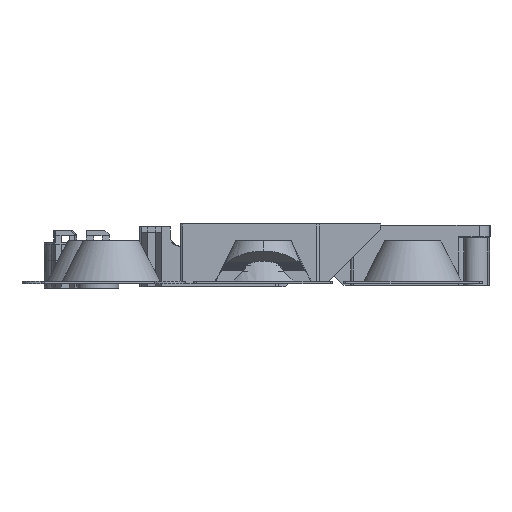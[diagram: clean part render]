
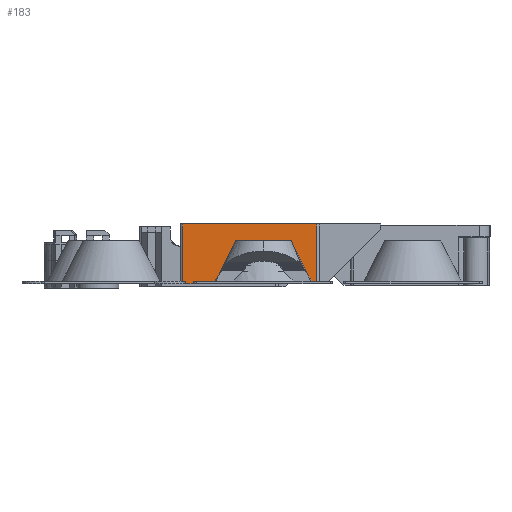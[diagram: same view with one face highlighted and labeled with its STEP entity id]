
A CAD part, left-side view. The second image highlights one B-rep face of the part: STEP entity #183.
In plain terms, the highlighted free-form (B-spline) face has degree [2, 1] with [3, 2] control points.
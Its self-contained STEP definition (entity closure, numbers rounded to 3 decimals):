
#183=ADVANCED_FACE('',(#574),#12238,.T.);
#574=FACE_OUTER_BOUND('',#968,.T.);
#968=EDGE_LOOP('',(#1490,#1491,#1492,#1493));
#1490=ORIENTED_EDGE('',*,*,#8861,.T.);
#1491=ORIENTED_EDGE('',*,*,#8831,.F.);
#1492=ORIENTED_EDGE('',*,*,#8859,.F.);
#1493=ORIENTED_EDGE('',*,*,#8862,.T.);
#3247=(
BOUNDED_CURVE()
B_SPLINE_CURVE(2,(#13250,#13251,#13252),.UNSPECIFIED.,.F.,.F.)
B_SPLINE_CURVE_WITH_KNOTS((3,3),(148.142,196.142),
 .UNSPECIFIED.)
CURVE()
GEOMETRIC_REPRESENTATION_ITEM()
RATIONAL_B_SPLINE_CURVE((1.,1.,1.))
REPRESENTATION_ITEM('')
);
#3248=(
BOUNDED_CURVE()
B_SPLINE_CURVE(2,(#13253,#13254,#13255),.UNSPECIFIED.,.F.,.F.)
B_SPLINE_CURVE_WITH_KNOTS((3,3),(148.142,196.142),
 .UNSPECIFIED.)
CURVE()
GEOMETRIC_REPRESENTATION_ITEM()
RATIONAL_B_SPLINE_CURVE((1.,1.,1.))
REPRESENTATION_ITEM('')
);
#3291=(
BOUNDED_CURVE()
B_SPLINE_CURVE(1,(#13461,#13462),.UNSPECIFIED.,.F.,.F.)
B_SPLINE_CURVE_WITH_KNOTS((2,2),(0.5,22.),.UNSPECIFIED.)
CURVE()
GEOMETRIC_REPRESENTATION_ITEM()
RATIONAL_B_SPLINE_CURVE((1.,1.))
REPRESENTATION_ITEM('')
);
#3293=(
BOUNDED_CURVE()
B_SPLINE_CURVE(1,(#13474,#13475),.UNSPECIFIED.,.F.,.F.)
B_SPLINE_CURVE_WITH_KNOTS((2,2),(0.5,22.),.UNSPECIFIED.)
CURVE()
GEOMETRIC_REPRESENTATION_ITEM()
RATIONAL_B_SPLINE_CURVE((1.,1.))
REPRESENTATION_ITEM('')
);
#3294=(
BOUNDED_CURVE()
B_SPLINE_CURVE(2,(#13482,#13483,#13484),.UNSPECIFIED.,.F.,.F.)
B_SPLINE_CURVE_WITH_KNOTS((3,3),(148.142,196.142),
 .UNSPECIFIED.)
CURVE()
GEOMETRIC_REPRESENTATION_ITEM()
RATIONAL_B_SPLINE_CURVE((1.,1.,1.))
REPRESENTATION_ITEM('')
);
#3303=(
BOUNDED_CURVE()
B_SPLINE_CURVE(2,(#13527,#13528,#13529),.UNSPECIFIED.,.F.,.F.)
B_SPLINE_CURVE_WITH_KNOTS((3,3),(148.142,196.142),
 .UNSPECIFIED.)
CURVE()
GEOMETRIC_REPRESENTATION_ITEM()
RATIONAL_B_SPLINE_CURVE((1.,1.,1.))
REPRESENTATION_ITEM('')
);
#4189=PCURVE('',#12460,#6059);
#4229=PCURVE('',#12237,#6099);
#4233=PCURVE('',#12238,#6103);
#4234=PCURVE('',#12238,#6104);
#4235=PCURVE('',#12238,#6105);
#4236=PCURVE('',#12238,#6106);
#4239=PCURVE('',#12239,#6109);
#4251=PCURVE('',#12463,#6121);
#6059=DEFINITIONAL_REPRESENTATION('',(#3248),#24657);
#6099=DEFINITIONAL_REPRESENTATION('',(#9859),#24657);
#6103=DEFINITIONAL_REPRESENTATION('',(#9863),#24657);
#6104=DEFINITIONAL_REPRESENTATION('',(#9864),#24657);
#6105=DEFINITIONAL_REPRESENTATION('',(#9865),#24657);
#6106=DEFINITIONAL_REPRESENTATION('',(#9866),#24657);
#6109=DEFINITIONAL_REPRESENTATION('',(#9869),#24657);
#6121=DEFINITIONAL_REPRESENTATION('',(#3303),#24657);
#7896=SURFACE_CURVE('',#3247,(#4189,#4234),.PCURVE_S1.);
#7924=SURFACE_CURVE('',#3291,(#4229,#4235),.PCURVE_S1.);
#7926=SURFACE_CURVE('',#3293,(#4233,#4239),.PCURVE_S1.);
#7927=SURFACE_CURVE('',#3294,(#4236,#4251),.PCURVE_S1.);
#8831=EDGE_CURVE('',#11680,#11681,#7896,.T.);
#8859=EDGE_CURVE('',#11693,#11680,#7924,.T.);
#8861=EDGE_CURVE('',#11694,#11681,#7926,.T.);
#8862=EDGE_CURVE('',#11693,#11694,#7927,.T.);
#9859=B_SPLINE_CURVE_WITH_KNOTS('',1,(#13463,#13464),.UNSPECIFIED.,.F.,
 .F.,(2,2),(0.5,22.),.UNSPECIFIED.);
#9863=B_SPLINE_CURVE_WITH_KNOTS('',1,(#13476,#13477),.UNSPECIFIED.,.F.,
 .F.,(2,2),(0.5,22.),.UNSPECIFIED.);
#9864=B_SPLINE_CURVE_WITH_KNOTS('',1,(#13478,#13479),.UNSPECIFIED.,.F.,
 .F.,(2,2),(148.142,196.142),.UNSPECIFIED.);
#9865=B_SPLINE_CURVE_WITH_KNOTS('',1,(#13480,#13481),.UNSPECIFIED.,.F.,
 .F.,(2,2),(0.5,22.),.UNSPECIFIED.);
#9866=B_SPLINE_CURVE_WITH_KNOTS('',1,(#13485,#13486),.UNSPECIFIED.,.F.,
 .F.,(2,2),(148.142,196.142),.UNSPECIFIED.);
#9869=B_SPLINE_CURVE_WITH_KNOTS('',1,(#13491,#13492),.UNSPECIFIED.,.F.,
 .F.,(2,2),(0.5,22.),.UNSPECIFIED.);
#11680=VERTEX_POINT('',#12930);
#11681=VERTEX_POINT('',#12931);
#11693=VERTEX_POINT('',#12943);
#11694=VERTEX_POINT('',#12944);
#12237=(
BOUNDED_SURFACE()
B_SPLINE_SURFACE(2,1,((#12771,#12772),(#12773,#12774),(#12775,#12776)),
 .UNSPECIFIED.,.F.,.F.,.F.)
B_SPLINE_SURFACE_WITH_KNOTS((3,3),(2,2),(146.571,148.142),
(0.,22.),.UNSPECIFIED.)
GEOMETRIC_REPRESENTATION_ITEM()
RATIONAL_B_SPLINE_SURFACE(((1.,1.),(0.707,0.707),
(1.,1.)))
REPRESENTATION_ITEM('')
SURFACE()
);
#12238=(
BOUNDED_SURFACE()
B_SPLINE_SURFACE(2,1,((#12777,#12778),(#12779,#12780),(#12781,#12782)),
 .UNSPECIFIED.,.F.,.F.,.F.)
B_SPLINE_SURFACE_WITH_KNOTS((3,3),(2,2),(148.142,196.142),
(0.,22.),.UNSPECIFIED.)
GEOMETRIC_REPRESENTATION_ITEM()
RATIONAL_B_SPLINE_SURFACE(((1.,1.),(1.,1.),(1.,1.)))
REPRESENTATION_ITEM('')
SURFACE()
);
#12239=(
BOUNDED_SURFACE()
B_SPLINE_SURFACE(2,1,((#12783,#12784),(#12785,#12786),(#12787,#12788)),
 .UNSPECIFIED.,.F.,.F.,.F.)
B_SPLINE_SURFACE_WITH_KNOTS((3,3),(2,2),(196.142,197.712),
(0.,22.),.UNSPECIFIED.)
GEOMETRIC_REPRESENTATION_ITEM()
RATIONAL_B_SPLINE_SURFACE(((1.,1.),(0.707,0.707),
(1.,1.)))
REPRESENTATION_ITEM('')
SURFACE()
);
#12460=B_SPLINE_SURFACE_WITH_KNOTS('',1,1,((#12711,#12712),(#12713,#12714)),
 .UNSPECIFIED.,.F.,.F.,.F.,(2,2),(2,2),(-56.25,6.25),(-55.25,7.25),
 .UNSPECIFIED.);
#12463=B_SPLINE_SURFACE_WITH_KNOTS('',1,1,((#12795,#12796),(#12797,#12798)),
 .UNSPECIFIED.,.F.,.F.,.F.,(2,2),(2,2),(0.,164.754),(0.,105.92),
 .UNSPECIFIED.);
#12711=CARTESIAN_POINT('',(-935.12,-986.504,21.5));
#12712=CARTESIAN_POINT('',(-872.62,-986.504,21.5));
#12713=CARTESIAN_POINT('',(-935.12,-1049.004,21.5));
#12714=CARTESIAN_POINT('',(-872.62,-1049.004,21.5));
#12771=CARTESIAN_POINT('',(-927.87,-992.754,-0.5));
#12772=CARTESIAN_POINT('',(-927.87,-992.754,21.5));
#12773=CARTESIAN_POINT('',(-928.87,-992.754,-0.5));
#12774=CARTESIAN_POINT('',(-928.87,-992.754,21.5));
#12775=CARTESIAN_POINT('',(-928.87,-993.754,-0.5));
#12776=CARTESIAN_POINT('',(-928.87,-993.754,21.5));
#12777=CARTESIAN_POINT('',(-928.87,-993.754,-0.5));
#12778=CARTESIAN_POINT('',(-928.87,-993.754,21.5));
#12779=CARTESIAN_POINT('',(-928.87,-1017.754,-0.5));
#12780=CARTESIAN_POINT('',(-928.87,-1017.754,21.5));
#12781=CARTESIAN_POINT('',(-928.87,-1041.754,-0.5));
#12782=CARTESIAN_POINT('',(-928.87,-1041.754,21.5));
#12783=CARTESIAN_POINT('',(-928.87,-1041.754,-0.5));
#12784=CARTESIAN_POINT('',(-928.87,-1041.754,21.5));
#12785=CARTESIAN_POINT('',(-928.87,-1042.754,-0.5));
#12786=CARTESIAN_POINT('',(-928.87,-1042.754,21.5));
#12787=CARTESIAN_POINT('',(-927.87,-1042.754,-0.5));
#12788=CARTESIAN_POINT('',(-927.87,-1042.754,21.5));
#12795=CARTESIAN_POINT('',(-946.559,-948.61,0.));
#12796=CARTESIAN_POINT('',(-946.559,-1054.53,0.));
#12797=CARTESIAN_POINT('',(-781.805,-948.61,0.));
#12798=CARTESIAN_POINT('',(-781.805,-1054.53,0.));
#12930=CARTESIAN_POINT('',(-928.87,-993.754,21.5));
#12931=CARTESIAN_POINT('',(-928.87,-1041.754,21.5));
#12943=CARTESIAN_POINT('',(-928.87,-993.754,0.));
#12944=CARTESIAN_POINT('',(-928.87,-1041.754,0.));
#13250=CARTESIAN_POINT('',(-928.87,-993.754,21.5));
#13251=CARTESIAN_POINT('',(-928.87,-1017.754,21.5));
#13252=CARTESIAN_POINT('',(-928.87,-1041.754,21.5));
#13253=CARTESIAN_POINT('',(-49.,-49.));
#13254=CARTESIAN_POINT('',(-25.,-49.));
#13255=CARTESIAN_POINT('',(-1.,-49.));
#13461=CARTESIAN_POINT('',(-928.87,-993.754,0.));
#13462=CARTESIAN_POINT('',(-928.87,-993.754,21.5));
#13463=CARTESIAN_POINT('',(148.142,0.5));
#13464=CARTESIAN_POINT('',(148.142,22.));
#13474=CARTESIAN_POINT('',(-928.87,-1041.754,0.));
#13475=CARTESIAN_POINT('',(-928.87,-1041.754,21.5));
#13476=CARTESIAN_POINT('',(196.142,0.5));
#13477=CARTESIAN_POINT('',(196.142,22.));
#13478=CARTESIAN_POINT('',(148.142,22.));
#13479=CARTESIAN_POINT('',(196.142,22.));
#13480=CARTESIAN_POINT('',(148.142,0.5));
#13481=CARTESIAN_POINT('',(148.142,22.));
#13482=CARTESIAN_POINT('',(-928.87,-993.754,0.));
#13483=CARTESIAN_POINT('',(-928.87,-1017.754,0.));
#13484=CARTESIAN_POINT('',(-928.87,-1041.754,0.));
#13485=CARTESIAN_POINT('',(148.142,0.5));
#13486=CARTESIAN_POINT('',(196.142,0.5));
#13491=CARTESIAN_POINT('',(196.142,0.5));
#13492=CARTESIAN_POINT('',(196.142,22.));
#13527=CARTESIAN_POINT('',(17.689,45.144));
#13528=CARTESIAN_POINT('',(17.689,69.144));
#13529=CARTESIAN_POINT('',(17.689,93.144));
#24657=(
GEOMETRIC_REPRESENTATION_CONTEXT(2)
PARAMETRIC_REPRESENTATION_CONTEXT()
REPRESENTATION_CONTEXT('pspace','')
);
